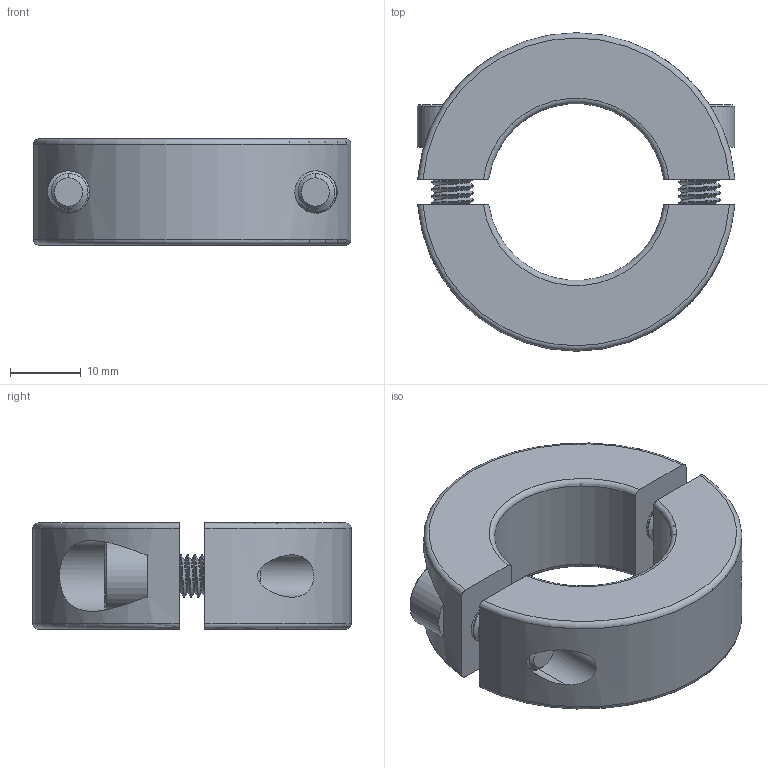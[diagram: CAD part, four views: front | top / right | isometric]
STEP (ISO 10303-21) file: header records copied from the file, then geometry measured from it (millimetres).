
FILE_DESCRIPTION (( 'STEP AP203' ), '1' );
FILE_NAME ('6063K21_Clamping Two-Piece Shaft Collar.STEP', '2021-07-09T06:13:36', ( 'Administrator' ), ( 'Managed by Terraform' ), 'SwSTEP 2.0', 'SolidWorks 2017', '' );
FILE_SCHEMA (( 'CONFIG_CONTROL_DESIGN' ));
Length unit declared in the file: millimetre
Products named in the file (1): 6063K21_Clamping Two-Piece Shaft Collar
Bounding box: 44.93 x 45 x 15 mm (x, y, z)
Volume: 14720.6 mm3; surface area: 8057.9 mm2
Topology: 4 solids, 4 shells, 208 faces, 574 edges, 380 vertices
Faces by surface type: cylinder 150, plane 34, torus 10, cone 10, bspline 4
Entity records: 10507 total; most frequent: CARTESIAN_POINT 5899, ORIENTED_EDGE 1148, DIRECTION 756, EDGE_CURVE 574, VERTEX_POINT 380, AXIS2_PLACEMENT_3D 271, EDGE_LOOP 222, VECTOR 214
